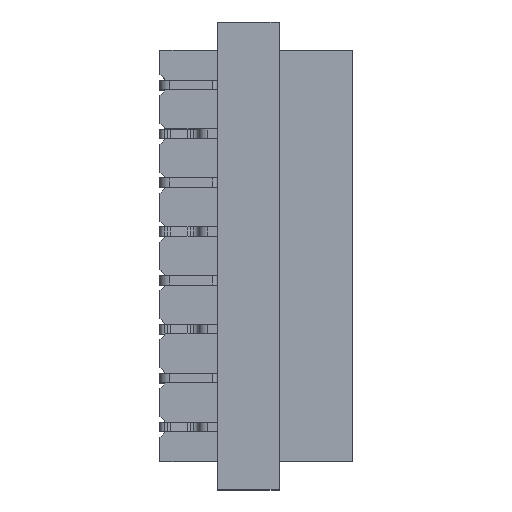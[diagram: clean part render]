
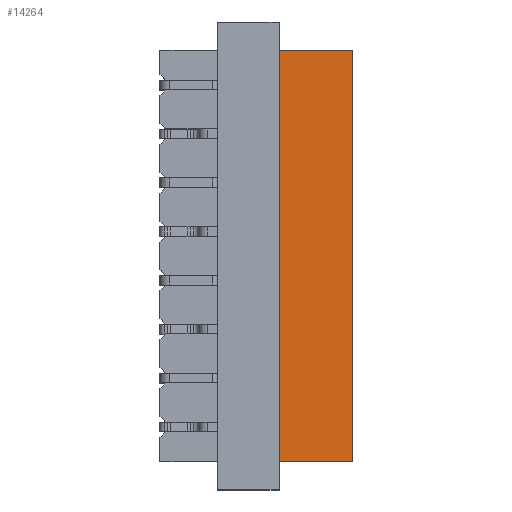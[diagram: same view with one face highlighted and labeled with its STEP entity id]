
A CAD part, top view. The second image highlights one B-rep face of the part: STEP entity #14264.
In plain terms, the highlighted face is planar.
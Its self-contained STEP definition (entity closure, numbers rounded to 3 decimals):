
#4244=ORIENTED_EDGE('',*,*,#6751,.T.);
#4245=ORIENTED_EDGE('',*,*,#6750,.F.);
#4246=ORIENTED_EDGE('',*,*,#6719,.F.);
#4247=ORIENTED_EDGE('',*,*,#6752,.T.);
#6719=EDGE_CURVE('',#8212,#8213,#9767,.T.);
#6750=EDGE_CURVE('',#8213,#8217,#9798,.T.);
#6751=EDGE_CURVE('',#8218,#8217,#9799,.T.);
#6752=EDGE_CURVE('',#8212,#8218,#9800,.T.);
#8212=VERTEX_POINT('',#23415);
#8213=VERTEX_POINT('',#23417);
#8217=VERTEX_POINT('',#23453);
#8218=VERTEX_POINT('',#23457);
#9767=LINE('',#23416,#11449);
#9798=LINE('',#23454,#11480);
#9799=LINE('',#23456,#11481);
#9800=LINE('',#23458,#11482);
#11449=VECTOR('',#19172,1000.);
#11480=VECTOR('',#19207,1000.);
#11481=VECTOR('',#19210,1000.);
#11482=VECTOR('',#19211,1000.);
#12262=EDGE_LOOP('',(#4244,#4245,#4246,#4247));
#13012=FACE_BOUND('',#12262,.T.);
#13538=PLANE('',#15478);
#14264=ADVANCED_FACE('',(#13012),#13538,.F.);
#15478=AXIS2_PLACEMENT_3D('',#23455,#19208,#19209);
#19172=DIRECTION('',(1.,0.,0.));
#19207=DIRECTION('',(0.,0.,-1.));
#19208=DIRECTION('',(0.,1.,0.));
#19209=DIRECTION('',(-1.,0.,0.));
#19210=DIRECTION('',(1.,0.,0.));
#19211=DIRECTION('',(0.,0.,-1.));
#23415=CARTESIAN_POINT('',(-5.345,-2.,3.5));
#23416=CARTESIAN_POINT('',(-5.345,-2.,3.5));
#23417=CARTESIAN_POINT('',(5.345,-2.,3.5));
#23453=CARTESIAN_POINT('',(5.345,-2.,1.6));
#23454=CARTESIAN_POINT('',(5.345,-2.,3.5));
#23455=CARTESIAN_POINT('',(-5.345,-2.,3.5));
#23456=CARTESIAN_POINT('',(-5.345,-2.,1.6));
#23457=CARTESIAN_POINT('',(-5.345,-2.,1.6));
#23458=CARTESIAN_POINT('',(-5.345,-2.,3.5));
